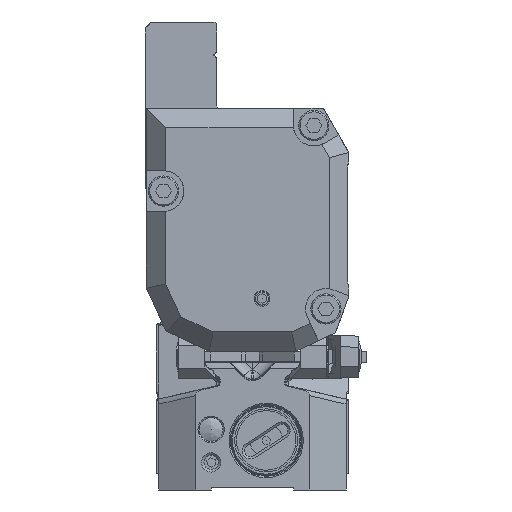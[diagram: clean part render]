
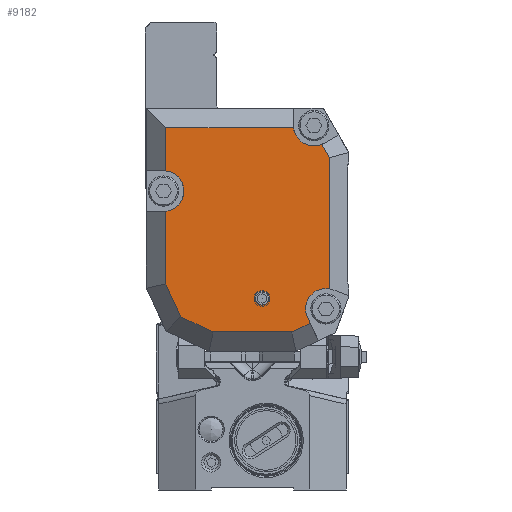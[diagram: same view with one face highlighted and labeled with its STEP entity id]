
A CAD part, front view. The second image highlights one B-rep face of the part: STEP entity #9182.
In plain terms, the highlighted planar face has unit normal (0, -1, 0).
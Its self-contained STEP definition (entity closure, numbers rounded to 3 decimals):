
#6011=FACE_BOUND('',#17424,.T.);
#6012=FACE_BOUND('',#17425,.T.);
#9182=ADVANCED_FACE('',(#6011,#6012),#11023,.F.);
#11023=PLANE('',#64574);
#17424=EDGE_LOOP('',(#33865,#33866,#33867,#33868,#33869,#33870,#33871,#33872,
#33873,#33874,#33875,#33876,#33877));
#17425=EDGE_LOOP('',(#33878));
#33865=ORIENTED_EDGE('',*,*,#47765,.T.);
#33866=ORIENTED_EDGE('',*,*,#47766,.T.);
#33867=ORIENTED_EDGE('',*,*,#47767,.T.);
#33868=ORIENTED_EDGE('',*,*,#47768,.T.);
#33869=ORIENTED_EDGE('',*,*,#47769,.T.);
#33870=ORIENTED_EDGE('',*,*,#47770,.T.);
#33871=ORIENTED_EDGE('',*,*,#47771,.T.);
#33872=ORIENTED_EDGE('',*,*,#47772,.T.);
#33873=ORIENTED_EDGE('',*,*,#47773,.T.);
#33874=ORIENTED_EDGE('',*,*,#47774,.T.);
#33875=ORIENTED_EDGE('',*,*,#47775,.T.);
#33876=ORIENTED_EDGE('',*,*,#47776,.T.);
#33877=ORIENTED_EDGE('',*,*,#47777,.T.);
#33878=ORIENTED_EDGE('',*,*,#47778,.T.);
#39498=VERTEX_POINT('',#109315);
#39499=VERTEX_POINT('',#109316);
#39500=VERTEX_POINT('',#109318);
#39501=VERTEX_POINT('',#109320);
#39502=VERTEX_POINT('',#109322);
#39503=VERTEX_POINT('',#109324);
#39504=VERTEX_POINT('',#109326);
#39505=VERTEX_POINT('',#109328);
#39506=VERTEX_POINT('',#109330);
#39507=VERTEX_POINT('',#109332);
#39508=VERTEX_POINT('',#109334);
#39509=VERTEX_POINT('',#109336);
#39510=VERTEX_POINT('',#109338);
#39511=VERTEX_POINT('',#109341);
#47765=EDGE_CURVE('',#39498,#39499,#59606,.T.);
#47766=EDGE_CURVE('',#39499,#39500,#52714,.T.);
#47767=EDGE_CURVE('',#39500,#39501,#52715,.T.);
#47768=EDGE_CURVE('',#39501,#39502,#59607,.T.);
#47769=EDGE_CURVE('',#39502,#39503,#52716,.T.);
#47770=EDGE_CURVE('',#39503,#39504,#52717,.T.);
#47771=EDGE_CURVE('',#39504,#39505,#59608,.T.);
#47772=EDGE_CURVE('',#39505,#39506,#52718,.T.);
#47773=EDGE_CURVE('',#39506,#39507,#52719,.T.);
#47774=EDGE_CURVE('',#39507,#39508,#52720,.T.);
#47775=EDGE_CURVE('',#39508,#39509,#52721,.T.);
#47776=EDGE_CURVE('',#39509,#39510,#52722,.T.);
#47777=EDGE_CURVE('',#39510,#39498,#52723,.T.);
#47778=EDGE_CURVE('',#39511,#39511,#59609,.T.);
#52714=LINE('',#109317,#57726);
#52715=LINE('',#109319,#57727);
#52716=LINE('',#109323,#57728);
#52717=LINE('',#109325,#57729);
#52718=LINE('',#109329,#57730);
#52719=LINE('',#109331,#57731);
#52720=LINE('',#109333,#57732);
#52721=LINE('',#109335,#57733);
#52722=LINE('',#109337,#57734);
#52723=LINE('',#109339,#57735);
#57726=VECTOR('',#79458,1.);
#57727=VECTOR('',#79459,1.);
#57728=VECTOR('',#79462,1.);
#57729=VECTOR('',#79463,1.);
#57730=VECTOR('',#79466,1.);
#57731=VECTOR('',#79467,1.);
#57732=VECTOR('',#79468,1.);
#57733=VECTOR('',#79469,1.);
#57734=VECTOR('',#79470,1.);
#57735=VECTOR('',#79471,1.);
#59606=CIRCLE('',#64570,3.7);
#59607=CIRCLE('',#64571,3.7);
#59608=CIRCLE('',#64572,3.7);
#59609=CIRCLE('',#64573,1.3);
#64570=AXIS2_PLACEMENT_3D('',#109314,#79456,#79457);
#64571=AXIS2_PLACEMENT_3D('',#109321,#79460,#79461);
#64572=AXIS2_PLACEMENT_3D('',#109327,#79464,#79465);
#64573=AXIS2_PLACEMENT_3D('',#109340,#79472,#79473);
#64574=AXIS2_PLACEMENT_3D('',#109342,#79474,#79475);
#79456=DIRECTION('',(0.,1.,0.));
#79457=DIRECTION('',(-1.,0.,0.));
#79458=DIRECTION('',(0.,0.,1.));
#79459=DIRECTION('',(-0.5,0.,0.866));
#79460=DIRECTION('',(0.,1.,0.));
#79461=DIRECTION('',(-1.,0.,0.));
#79462=DIRECTION('',(-1.,0.,0.));
#79463=DIRECTION('',(0.,0.,-1.));
#79464=DIRECTION('',(0.,1.,0.));
#79465=DIRECTION('',(-1.,0.,0.));
#79466=DIRECTION('',(0.,0.,-1.));
#79467=DIRECTION('',(0.419,0.,-0.908));
#79468=DIRECTION('',(0.905,0.,-0.426));
#79469=DIRECTION('',(1.,0.,0.));
#79470=DIRECTION('',(0.905,0.,0.426));
#79471=DIRECTION('',(-0.426,0.,0.905));
#79472=DIRECTION('',(0.,1.,0.));
#79473=DIRECTION('',(0.,0.,1.));
#79474=DIRECTION('',(0.,1.,0.));
#79475=DIRECTION('',(0.,0.,1.));
#109314=CARTESIAN_POINT('',(32.85,-8.,-52.11));
#109315=CARTESIAN_POINT('',(29.503,-8.,-53.687));
#109316=CARTESIAN_POINT('',(33.5,-8.,-48.468));
#109317=CARTESIAN_POINT('',(33.5,-8.,-46.706));
#109318=CARTESIAN_POINT('',(33.5,-8.,-24.648));
#109319=CARTESIAN_POINT('',(44.864,-8.,-44.331));
#109320=CARTESIAN_POINT('',(32.096,-8.,-22.216));
#109321=CARTESIAN_POINT('',(30.65,-8.,-18.81));
#109322=CARTESIAN_POINT('',(26.972,-8.,-19.21));
#109323=CARTESIAN_POINT('',(40.75,-8.,-19.21));
#109324=CARTESIAN_POINT('',(3.75,-8.,-19.21));
#109325=CARTESIAN_POINT('',(3.75,-8.,-46.706));
#109326=CARTESIAN_POINT('',(3.75,-8.,-27.032));
#109327=CARTESIAN_POINT('',(3.35,-8.,-30.71));
#109328=CARTESIAN_POINT('',(3.75,-8.,-34.388));
#109329=CARTESIAN_POINT('',(3.75,-8.,-46.706));
#109330=CARTESIAN_POINT('',(3.75,-8.,-47.584));
#109331=CARTESIAN_POINT('',(9.912,-8.,-60.937));
#109332=CARTESIAN_POINT('',(6.493,-8.,-53.528));
#109333=CARTESIAN_POINT('',(31.901,-8.,-65.495));
#109334=CARTESIAN_POINT('',(12.378,-8.,-56.3));
#109335=CARTESIAN_POINT('',(40.75,-8.,-56.3));
#109336=CARTESIAN_POINT('',(26.622,-8.,-56.3));
#109337=CARTESIAN_POINT('',(41.883,-8.,-49.112));
#109338=CARTESIAN_POINT('',(29.987,-8.,-54.715));
#109339=CARTESIAN_POINT('',(31.478,-8.,-57.881));
#109340=CARTESIAN_POINT('',(21.25,-8.,-50.21));
#109341=CARTESIAN_POINT('',(21.25,-8.,-48.91));
#109342=CARTESIAN_POINT('',(40.75,-8.,-46.706));
